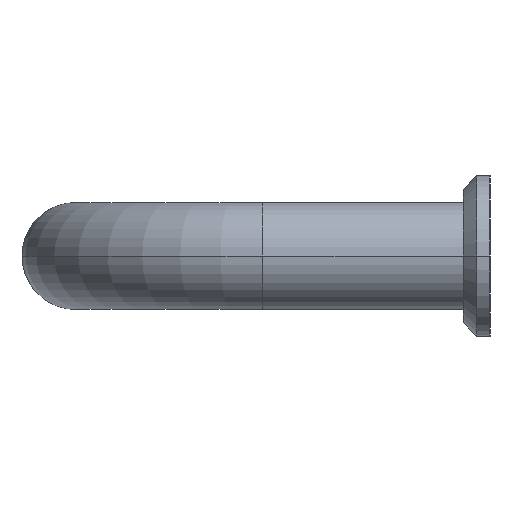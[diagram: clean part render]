
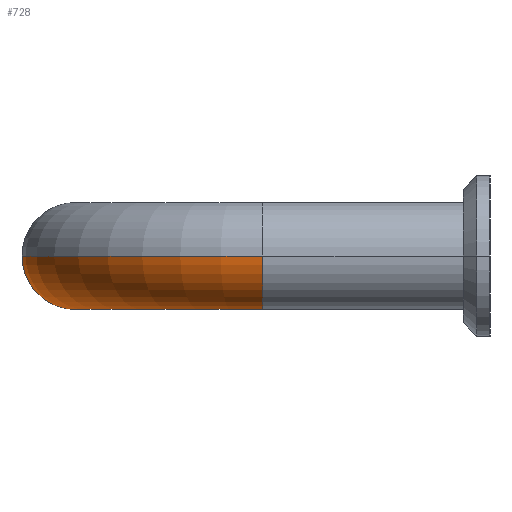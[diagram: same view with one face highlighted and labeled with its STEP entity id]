
A CAD part, left-side view. The second image highlights one B-rep face of the part: STEP entity #728.
In plain terms, the highlighted toroidal (fillet/blend) face has major radius 14 mm and minor radius 4 mm.
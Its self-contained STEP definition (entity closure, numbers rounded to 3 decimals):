
#292=VERTEX_POINT('',#798);
#318=EDGE_CURVE('',#474,#558,#826,.T.);
#450=EDGE_CURVE('',#624,#292,#970,.T.);
#474=VERTEX_POINT('',#999);
#504=EDGE_CURVE('',#624,#558,#1031,.T.);
#558=VERTEX_POINT('',#1090);
#612=EDGE_CURVE('',#634,#474,#1148,.T.);
#624=VERTEX_POINT('',#1163);
#634=VERTEX_POINT('',#1174);
#690=EDGE_CURVE('',#292,#634,#1243,.T.);
#728=ADVANCED_FACE('',(#1290),#1291,.T.);
#798=CARTESIAN_POINT('',(14.0,27.0,0.));
#826=CIRCLE('',#1403,18.0);
#970=CIRCLE('',#1600,10.0);
#999=CARTESIAN_POINT('',(14.0,35.0,0.));
#1031=CIRCLE('',#1679,4.0);
#1090=CARTESIAN_POINT('',(-4.0,17.0,0.));
#1148=CIRCLE('',#1831,4.0);
#1163=CARTESIAN_POINT('',(4.0,17.0,0.0));
#1174=CARTESIAN_POINT('',(14.0,31.0,-4.0));
#1243=CIRCLE('',#1949,4.0);
#1290=FACE_OUTER_BOUND('',#2005,.T.);
#1291=TOROIDAL_SURFACE('',#2006,14.0,4.0);
#1403=AXIS2_PLACEMENT_3D('',#2102,#2103,#2104);
#1600=AXIS2_PLACEMENT_3D('',#2286,#2287,#2288);
#1679=AXIS2_PLACEMENT_3D('',#2368,#2369,#2370);
#1831=AXIS2_PLACEMENT_3D('',#2485,#2486,#2487);
#1949=AXIS2_PLACEMENT_3D('',#2621,#2622,#2623);
#2005=EDGE_LOOP('',(#2693,#2694,#2695,#2696,#2697));
#2006=AXIS2_PLACEMENT_3D('',#2698,#2699,#2700);
#2102=CARTESIAN_POINT('',(14.0,17.0,0.));
#2103=DIRECTION('',(0.0,0.0,1.0));
#2104=DIRECTION('',(1.0,0.0,0.0));
#2286=CARTESIAN_POINT('',(14.0,17.0,0.));
#2287=DIRECTION('',(0.0,0.0,-1.0));
#2288=DIRECTION('',(1.0,0.0,0.0));
#2368=CARTESIAN_POINT('',(0.0,17.0,0.0));
#2369=DIRECTION('',(-0.0,1.0,0.0));
#2370=DIRECTION('',(1.0,0.0,0.0));
#2485=CARTESIAN_POINT('',(14.0,31.0,0.0));
#2486=DIRECTION('',(1.0,0.0,0.0));
#2487=DIRECTION('',(0.0,1.0,0.0));
#2621=CARTESIAN_POINT('',(14.0,31.0,0.0));
#2622=DIRECTION('',(1.0,0.0,0.0));
#2623=DIRECTION('',(0.0,1.0,0.0));
#2693=ORIENTED_EDGE('',*,*,#318,.F.);
#2694=ORIENTED_EDGE('',*,*,#612,.F.);
#2695=ORIENTED_EDGE('',*,*,#690,.F.);
#2696=ORIENTED_EDGE('',*,*,#450,.F.);
#2697=ORIENTED_EDGE('',*,*,#504,.T.);
#2698=CARTESIAN_POINT('',(14.0,17.0,0.0));
#2699=DIRECTION('',(0.0,0.0,1.0));
#2700=DIRECTION('',(1.0,0.0,0.0));
